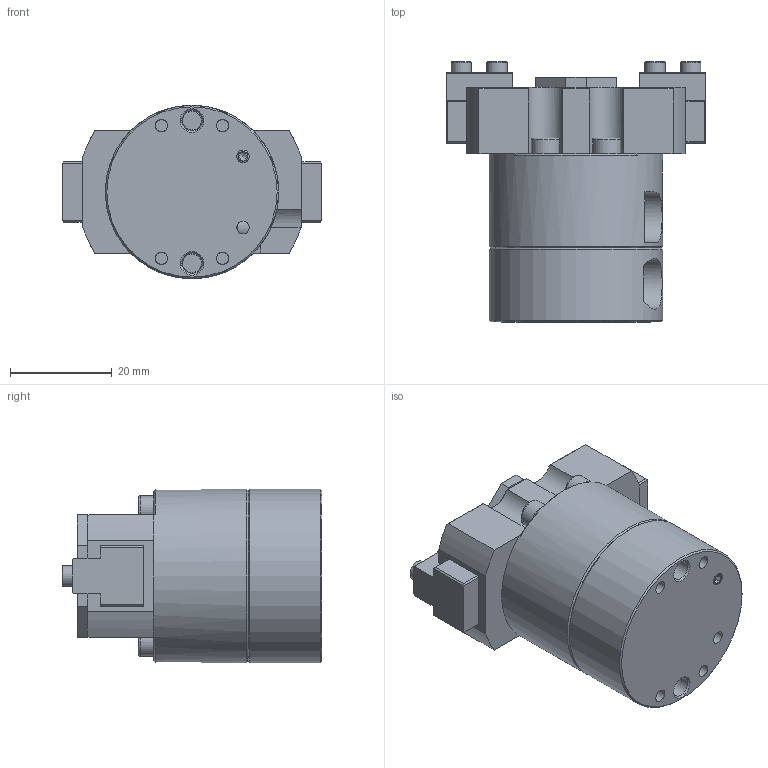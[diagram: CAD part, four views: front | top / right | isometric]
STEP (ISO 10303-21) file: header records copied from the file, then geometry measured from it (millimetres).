
FILE_DESCRIPTION(/* description */ (''),/* implementation_level */ '2;1');
FILE_NAME(/* name */ 'MPO 030 C1 MC.stp',/* time_stamp */ '2021-03-16T17:27:49+01:00',/* author */ ('Emilio'),/* organization */ (''),/* preprocessor_version */ 'ST-DEVELOPER v17.2',/* originating_system */ 'Autodesk Inventor 2019',/* authorisation */ '');
FILE_SCHEMA (('AUTOMOTIVE_DESIGN { 1 0 10303 214 3 1 1 }'));
Length unit declared in the file: millimetre
Products named in the file (13): MPO 030 C1 MC; OPM-30 - CORPO-31095.03 CLIENTE; MPO-30-GRIFFA; OPM-30 - COPERCHIO-31095.01; OPM-30-FONDELLO-MC-31550.01 CLIENTE; DIN 7991 - M3x6; DIN 913 - M3 x 5; DIN EN ISO 4762 - M3 x 25; DIN 913 - M5 x 5; ISO 2338 - 4 h8 x 12CSN EN; DIN 913 - M3 x 3; ORM-0030-10; BOCCOLA 4H7L4
Assembly tree (25 placements, depth 2):
  MPO 030 C1 MC
    OPM-30 - CORPO-31095.03 CLIENTE
    MPO-30-GRIFFA  x2
    OPM-30 - COPERCHIO-31095.01
    OPM-30-FONDELLO-MC-31550.01 CLIENTE
    DIN 913 - M5 x 5  x3
    DIN 7991 - M3x6  x2
    DIN 913 - M3 x 5  x2
    DIN EN ISO 4762 - M3 x 25  x4
    DIN 913 - M3 x 3  x2
    ISO 2338 - 4 h8 x 12CSN EN  x2
    ORM-0030-10
    BOCCOLA 4H7L4  x4
Bounding box: 51 x 51 x 34 mm (x, y, z)
Volume: 41662 mm3; surface area: 20102.9 mm2
Topology: 25 solids, 25 shells, 455 faces, 1196 edges, 802 vertices
Faces by surface type: plane 259, cylinder 97, cone 87, torus 12
Full cylindrical faces by diameter (mm): 1.5 x3, 2.013 x4, 2.459 x12, 2.7 x4, 3 x10, 3.1 x2, 3.5 x4, 4 x16, 4.134 x3, 5 x4, 5.5 x4, 6 x2, 18 x2, 34 x2
Entity records: 9544 total; most frequent: CARTESIAN_POINT 1830, DIRECTION 1583, ORIENTED_EDGE 1438, EDGE_CURVE 719, AXIS2_PLACEMENT_3D 597, VERTEX_POINT 492, LINE 389, VECTOR 389
